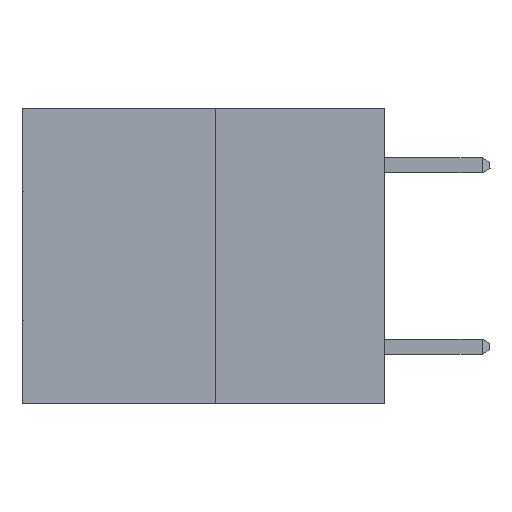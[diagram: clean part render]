
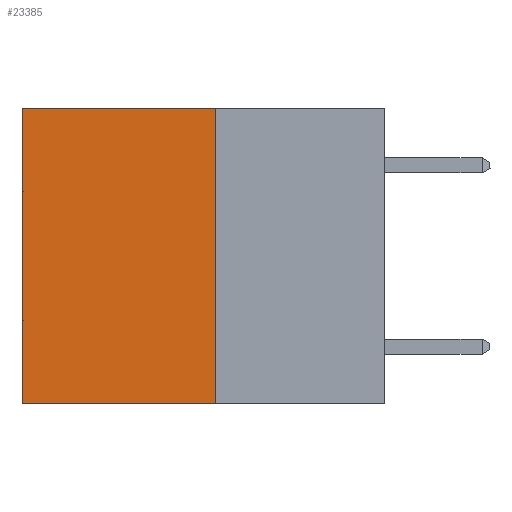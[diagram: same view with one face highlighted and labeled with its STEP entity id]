
A CAD part, left-side view. The second image highlights one B-rep face of the part: STEP entity #23385.
In plain terms, the highlighted planar face has unit normal (-1, 0, 0).
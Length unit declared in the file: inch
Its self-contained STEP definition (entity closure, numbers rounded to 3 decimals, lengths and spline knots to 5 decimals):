
#813 = CARTESIAN_POINT ( 'NONE',  ( 0.3165, 0.6, -0.49 ) ) ;
#1810 = VECTOR ( 'NONE', #20372, 39.37008 ) ;
#2284 = ORIENTED_EDGE ( 'NONE', *, *, #28223, .F. ) ;
#2644 = CARTESIAN_POINT ( 'NONE',  ( 0.3165, 0.28, -0.49 ) ) ;
#3629 = LINE ( 'NONE', #2644, #21148 ) ;
#4120 = CARTESIAN_POINT ( 'NONE',  ( 0.3165, 0.28, -0.49 ) ) ;
#5031 = VERTEX_POINT ( 'NONE', #15688 ) ;
#5167 = CARTESIAN_POINT ( 'NONE',  ( 0.3165, 0.6, 0. ) ) ;
#5749 = ORIENTED_EDGE ( 'NONE', *, *, #16715, .F. ) ;
#7552 = VERTEX_POINT ( 'NONE', #5167 ) ;
#7809 = VERTEX_POINT ( 'NONE', #4120 ) ;
#7904 = DIRECTION ( 'NONE',  ( 0., 0., -1. ) ) ;
#9492 = DIRECTION ( 'NONE',  ( 0., 0., -1. ) ) ;
#13104 = LINE ( 'NONE', #23176, #1810 ) ;
#14004 = EDGE_LOOP ( 'NONE', ( #28989, #5749, #2284, #14838 ) ) ;
#14838 = ORIENTED_EDGE ( 'NONE', *, *, #26182, .T. ) ;
#15688 = CARTESIAN_POINT ( 'NONE',  ( 0.3165, 0.28, 0. ) ) ;
#16516 = DIRECTION ( 'NONE',  ( 0., 0., -1. ) ) ;
#16715 = EDGE_CURVE ( 'NONE', #7809, #19536, #28365, .T. ) ;
#19536 = VERTEX_POINT ( 'NONE', #813 ) ;
#19641 = LINE ( 'NONE', #29241, #28579 ) ;
#20215 = VECTOR ( 'NONE', #31946, 39.37008 ) ;
#20372 = DIRECTION ( 'NONE',  ( 0., 1., 0. ) ) ;
#21148 = VECTOR ( 'NONE', #7904, 39.37008 ) ;
#21236 = EDGE_CURVE ( 'NONE', #7552, #19536, #19641, .T. ) ;
#23176 = CARTESIAN_POINT ( 'NONE',  ( 0.3165, 0.28, 0. ) ) ;
#23385 = ADVANCED_FACE ( 'NONE', ( #29249 ), #31921, .F. ) ;
#24421 = DIRECTION ( 'NONE',  ( 1., 0., 0. ) ) ;
#24513 = AXIS2_PLACEMENT_3D ( 'NONE', #29300, #24421, #9492 ) ;
#26182 = EDGE_CURVE ( 'NONE', #5031, #7552, #13104, .T. ) ;
#27263 = CARTESIAN_POINT ( 'NONE',  ( 0.3165, 0.28, -0.49 ) ) ;
#28223 = EDGE_CURVE ( 'NONE', #5031, #7809, #3629, .T. ) ;
#28365 = LINE ( 'NONE', #27263, #20215 ) ;
#28579 = VECTOR ( 'NONE', #16516, 39.37008 ) ;
#28989 = ORIENTED_EDGE ( 'NONE', *, *, #21236, .T. ) ;
#29241 = CARTESIAN_POINT ( 'NONE',  ( 0.3165, 0.6, -0.49 ) ) ;
#29249 = FACE_OUTER_BOUND ( 'NONE', #14004, .T. ) ;
#29300 = CARTESIAN_POINT ( 'NONE',  ( 0.3165, 0.28, -0.49 ) ) ;
#31921 = PLANE ( 'NONE',  #24513 ) ;
#31946 = DIRECTION ( 'NONE',  ( 0., 1., 0. ) ) ;
